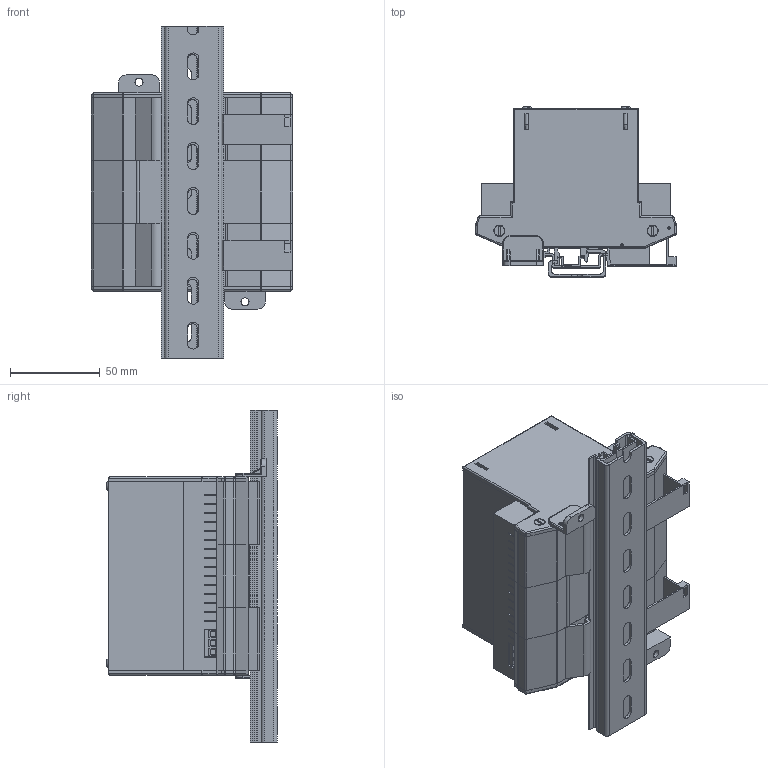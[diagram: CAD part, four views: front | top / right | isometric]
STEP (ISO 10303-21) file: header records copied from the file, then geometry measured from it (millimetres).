
FILE_DESCRIPTION (( 'STEP AP214' ), '1' );
FILE_NAME ('UEC-105.STEP', '2022-01-17T12:22:59', ( '' ), ( '' ), 'SwSTEP 2.0', 'SolidWorks 2017', '' );
FILE_SCHEMA (( 'AUTOMOTIVE_DESIGN' ));
Length unit declared in the file: millimetre
Products named in the file (52): Top Cover Screw; Base PCB UEC 105; Terminal5.0-5.08-6Way; UEC-105; Rail-35-105; High Bracket UBRH; Top cover 105; End Plate Screw; Pin 105; Horizontal PCB UE-105; Vertical PCB UE; Pin 105 Solid; End Piece UE; Spacer Piece; Rail-15-105; Foot Piece; Terminal Covers UEC-105; Rail-G-105 Profile
Assembly tree (34 placements, depth 2):
  Top Cover Screw
  Base PCB UEC 105
  Terminal5.0-5.08-6Way
  UEC-105
    Foot Piece  x2
    Spacer Piece
    End Piece UE  x2
    Top cover 105
    Pin 105  x2
    Pin 105 Solid  x2
    Base PCB UEC 105
    Terminal5.0-5.08-6Way  x6
    Terminal Covers UEC-105  x2
    Rail-35-105
    Rail-15-105
    Rail-G-105 Profile
    Top Cover Screw  x4
    End Plate Screw  x4
    Horizontal PCB UE-105
    Vertical PCB UE
    High Bracket UBRH  x2
  Rail-35-105
Bounding box: 112.5 x 94.93 x 185 mm (x, y, z)
Volume: 242228.3 mm3; surface area: 302087.9 mm2
Topology: 34 solids, 34 shells, 3146 faces, 8686 edges, 5692 vertices
Faces by surface type: plane 2085, cylinder 905, torus 84, cone 52, bspline 16, sphere 4
Entity records: 53592 total; most frequent: CARTESIAN_POINT 9406, ORIENTED_EDGE 9016, DIRECTION 8974, EDGE_CURVE 4508, LINE 3184, VECTOR 3184, VERTEX_POINT 2955, AXIS2_PLACEMENT_3D 2895
